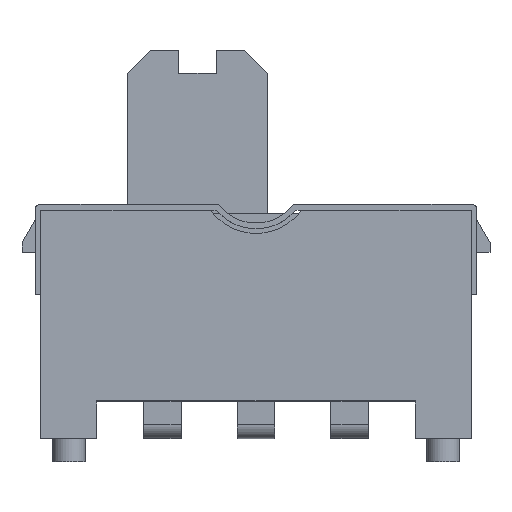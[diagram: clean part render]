
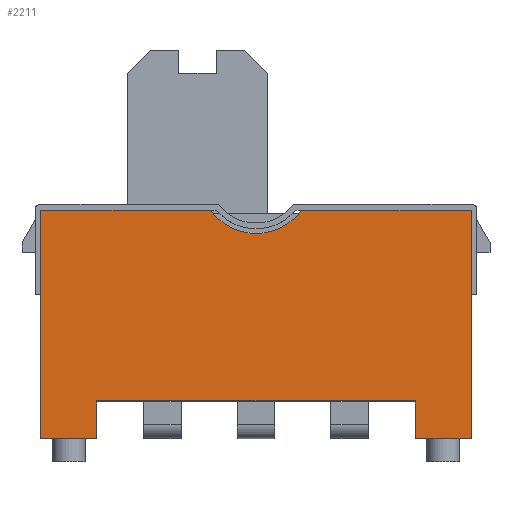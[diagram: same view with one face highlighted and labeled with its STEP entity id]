
A CAD part, top view. The second image highlights one B-rep face of the part: STEP entity #2211.
In plain terms, the highlighted planar face has unit normal (0, 0, 1).
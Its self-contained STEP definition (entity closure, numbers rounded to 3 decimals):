
#63=CIRCLE('',#3054,1.2);
#512=ORIENTED_EDGE('',*,*,#989,.T.);
#513=ORIENTED_EDGE('',*,*,#990,.T.);
#514=ORIENTED_EDGE('',*,*,#991,.T.);
#515=ORIENTED_EDGE('',*,*,#992,.T.);
#516=ORIENTED_EDGE('',*,*,#993,.T.);
#517=ORIENTED_EDGE('',*,*,#994,.T.);
#518=ORIENTED_EDGE('',*,*,#995,.T.);
#519=ORIENTED_EDGE('',*,*,#996,.T.);
#520=ORIENTED_EDGE('',*,*,#858,.F.);
#521=ORIENTED_EDGE('',*,*,#997,.T.);
#858=EDGE_CURVE('',#1146,#1147,#63,.T.);
#989=EDGE_CURVE('',#1236,#1237,#1469,.T.);
#990=EDGE_CURVE('',#1237,#1238,#1470,.T.);
#991=EDGE_CURVE('',#1238,#1239,#1471,.T.);
#992=EDGE_CURVE('',#1239,#1240,#1472,.T.);
#993=EDGE_CURVE('',#1240,#1241,#1473,.T.);
#994=EDGE_CURVE('',#1241,#1242,#1474,.T.);
#995=EDGE_CURVE('',#1242,#1243,#1475,.T.);
#996=EDGE_CURVE('',#1243,#1147,#1476,.T.);
#997=EDGE_CURVE('',#1146,#1236,#1477,.T.);
#1146=VERTEX_POINT('',#4038);
#1147=VERTEX_POINT('',#4040);
#1236=VERTEX_POINT('',#4297);
#1237=VERTEX_POINT('',#4298);
#1238=VERTEX_POINT('',#4300);
#1239=VERTEX_POINT('',#4302);
#1240=VERTEX_POINT('',#4304);
#1241=VERTEX_POINT('',#4306);
#1242=VERTEX_POINT('',#4308);
#1243=VERTEX_POINT('',#4310);
#1469=LINE('',#4296,#1727);
#1470=LINE('',#4299,#1728);
#1471=LINE('',#4301,#1729);
#1472=LINE('',#4303,#1730);
#1473=LINE('',#4305,#1731);
#1474=LINE('',#4307,#1732);
#1475=LINE('',#4309,#1733);
#1476=LINE('',#4311,#1734);
#1477=LINE('',#4312,#1735);
#1727=VECTOR('',#3616,1000.);
#1728=VECTOR('',#3617,1000.);
#1729=VECTOR('',#3618,1000.);
#1730=VECTOR('',#3619,1000.);
#1731=VECTOR('',#3620,1000.);
#1732=VECTOR('',#3621,1000.);
#1733=VECTOR('',#3622,1000.);
#1734=VECTOR('',#3623,1000.);
#1735=VECTOR('',#3624,1000.);
#1856=EDGE_LOOP('',(#512,#513,#514,#515,#516,#517,#518,#519,#520,#521));
#1990=FACE_BOUND('',#1856,.T.);
#2103=PLANE('',#3115);
#2211=ADVANCED_FACE('',(#1990),#2103,.T.);
#3054=AXIS2_PLACEMENT_3D('',#4039,#3386,#3387);
#3115=AXIS2_PLACEMENT_3D('',#4295,#3614,#3615);
#3386=DIRECTION('',(0.,0.,1.));
#3387=DIRECTION('',(1.,0.,0.));
#3614=DIRECTION('',(0.,0.,1.));
#3615=DIRECTION('',(1.,0.,0.));
#3616=DIRECTION('',(0.,-1.,0.));
#3617=DIRECTION('',(1.,0.,0.));
#3618=DIRECTION('',(0.,1.,0.));
#3619=DIRECTION('',(1.,0.,0.));
#3620=DIRECTION('',(0.,-1.,0.));
#3621=DIRECTION('',(1.,0.,0.));
#3622=DIRECTION('',(0.,1.,0.));
#3623=DIRECTION('',(-1.,0.,0.));
#3624=DIRECTION('',(-1.,0.,0.));
#4038=CARTESIAN_POINT('',(-0.975,-0.12,1.5));
#4039=CARTESIAN_POINT('',(0.,0.58,1.5));
#4040=CARTESIAN_POINT('',(0.975,-0.12,1.5));
#4295=CARTESIAN_POINT('',(0.,0.58,1.5));
#4296=CARTESIAN_POINT('',(-4.6,-0.12,1.5));
#4297=CARTESIAN_POINT('',(-4.6,-0.12,1.5));
#4298=CARTESIAN_POINT('',(-4.6,-5.,1.5));
#4299=CARTESIAN_POINT('',(-4.6,-5.,1.5));
#4300=CARTESIAN_POINT('',(-3.4,-5.,1.5));
#4301=CARTESIAN_POINT('',(-3.4,-5.,1.5));
#4302=CARTESIAN_POINT('',(-3.4,-4.2,1.5));
#4303=CARTESIAN_POINT('',(-3.4,-4.2,1.5));
#4304=CARTESIAN_POINT('',(3.4,-4.2,1.5));
#4305=CARTESIAN_POINT('',(3.4,-4.2,1.5));
#4306=CARTESIAN_POINT('',(3.4,-5.,1.5));
#4307=CARTESIAN_POINT('',(3.4,-5.,1.5));
#4308=CARTESIAN_POINT('',(4.6,-5.,1.5));
#4309=CARTESIAN_POINT('',(4.6,-5.,1.5));
#4310=CARTESIAN_POINT('',(4.6,-0.12,1.5));
#4311=CARTESIAN_POINT('',(4.6,-0.12,1.5));
#4312=CARTESIAN_POINT('',(-0.975,-0.12,1.5));
